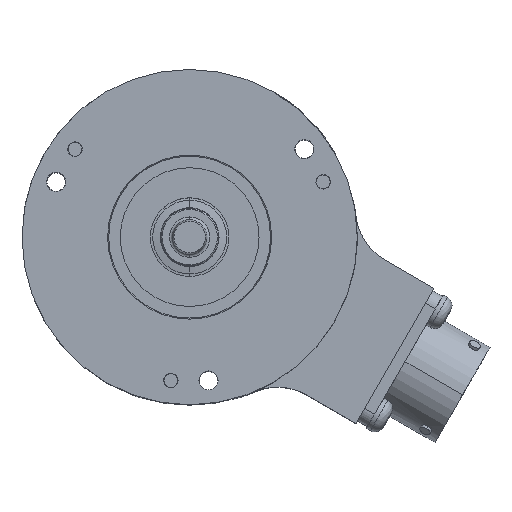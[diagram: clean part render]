
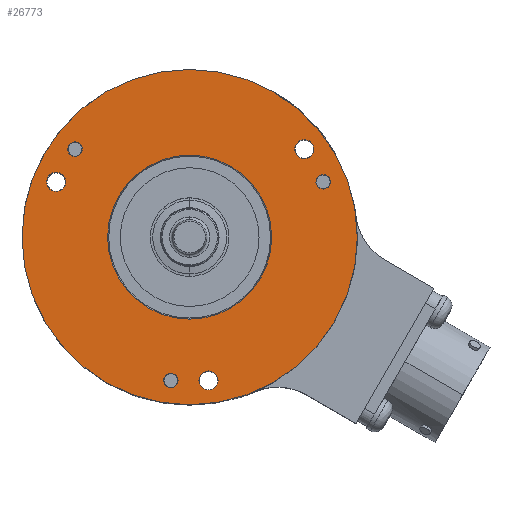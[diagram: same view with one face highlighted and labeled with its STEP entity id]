
A CAD part, top view. The second image highlights one B-rep face of the part: STEP entity #26773.
In plain terms, the highlighted planar face has unit normal (0, 0, 1).
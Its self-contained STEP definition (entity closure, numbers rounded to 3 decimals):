
#5030=CARTESIAN_POINT('',(0.,0.,25.));
#5031=DIRECTION('',(0.,0.,1.));
#5032=DIRECTION('',(1.,0.,0.));
#5033=AXIS2_PLACEMENT_3D('',#5030,#5031,#5032);
#5035=CARTESIAN_POINT('',(0.,0.,25.));
#5036=DIRECTION('',(0.,0.,1.));
#5037=DIRECTION('',(-1.,0.,0.));
#5038=AXIS2_PLACEMENT_3D('',#5035,#5036,#5037);
#5040=CARTESIAN_POINT('',(-19.834,15.219,25.));
#5041=DIRECTION('',(0.,0.,-1.));
#5042=DIRECTION('',(-0.793,0.609,0.));
#5043=AXIS2_PLACEMENT_3D('',#5040,#5041,#5042);
#5045=CARTESIAN_POINT('',(-19.834,15.219,25.));
#5046=DIRECTION('',(0.,0.,-1.));
#5047=DIRECTION('',(0.793,-0.609,0.));
#5048=AXIS2_PLACEMENT_3D('',#5045,#5046,#5047);
#5050=CARTESIAN_POINT('',(-3.263,-24.786,25.));
#5051=DIRECTION('',(0.,0.,-1.));
#5052=DIRECTION('',(-0.131,-0.991,0.));
#5053=AXIS2_PLACEMENT_3D('',#5050,#5051,#5052);
#5055=CARTESIAN_POINT('',(-3.263,-24.786,25.));
#5056=DIRECTION('',(0.,0.,-1.));
#5057=DIRECTION('',(0.131,0.991,0.));
#5058=AXIS2_PLACEMENT_3D('',#5055,#5056,#5057);
#5060=CARTESIAN_POINT('',(23.097,9.567,25.));
#5061=DIRECTION('',(0.,0.,-1.));
#5062=DIRECTION('',(0.924,0.383,0.));
#5063=AXIS2_PLACEMENT_3D('',#5060,#5061,#5062);
#5065=CARTESIAN_POINT('',(23.097,9.567,25.));
#5066=DIRECTION('',(0.,0.,-1.));
#5067=DIRECTION('',(-0.924,-0.383,0.));
#5068=AXIS2_PLACEMENT_3D('',#5065,#5066,#5067);
#5070=CARTESIAN_POINT('',(3.263,-24.786,25.));
#5071=DIRECTION('',(0.,0.,1.));
#5072=DIRECTION('',(0.,-1.,0.));
#5073=AXIS2_PLACEMENT_3D('',#5070,#5071,#5072);
#5075=CARTESIAN_POINT('',(3.263,-24.786,25.));
#5076=DIRECTION('',(0.,0.,1.));
#5077=DIRECTION('',(0.,1.,0.));
#5078=AXIS2_PLACEMENT_3D('',#5075,#5076,#5077);
#5080=CARTESIAN_POINT('',(19.834,15.219,25.));
#5081=DIRECTION('',(0.,0.,1.));
#5082=DIRECTION('',(0.,-1.,0.));
#5083=AXIS2_PLACEMENT_3D('',#5080,#5081,#5082);
#5085=CARTESIAN_POINT('',(19.834,15.219,25.));
#5086=DIRECTION('',(0.,0.,1.));
#5087=DIRECTION('',(0.,1.,0.));
#5088=AXIS2_PLACEMENT_3D('',#5085,#5086,#5087);
#5090=CARTESIAN_POINT('',(-23.097,9.567,25.));
#5091=DIRECTION('',(0.,0.,1.));
#5092=DIRECTION('',(0.,-1.,0.));
#5093=AXIS2_PLACEMENT_3D('',#5090,#5091,#5092);
#5095=CARTESIAN_POINT('',(-23.097,9.567,25.));
#5096=DIRECTION('',(0.,0.,1.));
#5097=DIRECTION('',(0.,1.,0.));
#5098=AXIS2_PLACEMENT_3D('',#5095,#5096,#5097);
#5109=CARTESIAN_POINT('',(0.,0.,25.));
#5110=DIRECTION('',(0.,0.,-1.));
#5111=DIRECTION('',(-1.,0.,0.));
#5112=AXIS2_PLACEMENT_3D('',#5109,#5110,#5111);
#5138=CARTESIAN_POINT('',(0.,0.,25.));
#5139=DIRECTION('',(0.,0.,-1.));
#5140=DIRECTION('',(1.,0.,0.));
#5141=AXIS2_PLACEMENT_3D('',#5138,#5139,#5140);
#20370=CARTESIAN_POINT('',(29.,0.,25.));
#20371=CARTESIAN_POINT('',(-29.,0.,25.));
#20372=VERTEX_POINT('',#20370);
#20373=VERTEX_POINT('',#20371);
#20446=CARTESIAN_POINT('',(-20.826,15.98,25.));
#20447=CARTESIAN_POINT('',(-18.842,14.458,25.));
#20448=VERTEX_POINT('',#20446);
#20449=VERTEX_POINT('',#20447);
#20450=CARTESIAN_POINT('',(-3.426,-26.025,25.));
#20451=CARTESIAN_POINT('',(-3.1,-23.547,25.));
#20452=VERTEX_POINT('',#20450);
#20453=VERTEX_POINT('',#20451);
#20454=CARTESIAN_POINT('',(24.252,10.045,25.));
#20455=CARTESIAN_POINT('',(21.942,9.089,25.));
#20456=VERTEX_POINT('',#20454);
#20457=VERTEX_POINT('',#20455);
#20556=CARTESIAN_POINT('',(14.188,0.,25.));
#20557=CARTESIAN_POINT('',(-14.188,0.,25.));
#20558=VERTEX_POINT('',#20556);
#20559=VERTEX_POINT('',#20557);
#20751=CARTESIAN_POINT('',(3.263,-26.436,25.));
#20752=CARTESIAN_POINT('',(3.263,-23.136,25.));
#20753=VERTEX_POINT('',#20751);
#20754=VERTEX_POINT('',#20752);
#20759=CARTESIAN_POINT('',(19.834,13.569,25.));
#20760=CARTESIAN_POINT('',(19.834,16.869,25.));
#20761=VERTEX_POINT('',#20759);
#20762=VERTEX_POINT('',#20760);
#20767=CARTESIAN_POINT('',(-23.097,7.917,25.));
#20768=CARTESIAN_POINT('',(-23.097,11.217,25.));
#20769=VERTEX_POINT('',#20767);
#20770=VERTEX_POINT('',#20768);
#26722=CARTESIAN_POINT('',(0.,0.,25.));
#26723=DIRECTION('',(0.,0.,1.));
#26724=DIRECTION('',(1.,0.,0.));
#26725=AXIS2_PLACEMENT_3D('',#26722,#26723,#26724);
#26726=PLANE('',#26725);
#26727=ORIENTED_EDGE('',*,*,#26702,.F.);
#26728=ORIENTED_EDGE('',*,*,#26716,.F.);
#26729=EDGE_LOOP('',(#26727,#26728));
#26730=FACE_OUTER_BOUND('',#26729,.F.);
#26732=ORIENTED_EDGE('',*,*,#26731,.F.);
#26734=ORIENTED_EDGE('',*,*,#26733,.F.);
#26735=EDGE_LOOP('',(#26732,#26734));
#26736=FACE_BOUND('',#26735,.F.);
#26738=ORIENTED_EDGE('',*,*,#26737,.F.);
#26740=ORIENTED_EDGE('',*,*,#26739,.F.);
#26741=EDGE_LOOP('',(#26738,#26740));
#26742=FACE_BOUND('',#26741,.F.);
#26744=ORIENTED_EDGE('',*,*,#26743,.F.);
#26746=ORIENTED_EDGE('',*,*,#26745,.F.);
#26747=EDGE_LOOP('',(#26744,#26746));
#26748=FACE_BOUND('',#26747,.F.);
#26750=ORIENTED_EDGE('',*,*,#26749,.F.);
#26752=ORIENTED_EDGE('',*,*,#26751,.F.);
#26753=EDGE_LOOP('',(#26750,#26752));
#26754=FACE_BOUND('',#26753,.F.);
#26756=ORIENTED_EDGE('',*,*,#26755,.T.);
#26758=ORIENTED_EDGE('',*,*,#26757,.T.);
#26759=EDGE_LOOP('',(#26756,#26758));
#26760=FACE_BOUND('',#26759,.F.);
#26762=ORIENTED_EDGE('',*,*,#26761,.T.);
#26764=ORIENTED_EDGE('',*,*,#26763,.T.);
#26765=EDGE_LOOP('',(#26762,#26764));
#26766=FACE_BOUND('',#26765,.F.);
#26768=ORIENTED_EDGE('',*,*,#26767,.T.);
#26770=ORIENTED_EDGE('',*,*,#26769,.T.);
#26771=EDGE_LOOP('',(#26768,#26770));
#26772=FACE_BOUND('',#26771,.F.);
#5034=CIRCLE('',#5033,29.);
#5039=CIRCLE('',#5038,29.);
#5044=CIRCLE('',#5043,1.25);
#5049=CIRCLE('',#5048,1.25);
#5054=CIRCLE('',#5053,1.25);
#5059=CIRCLE('',#5058,1.25);
#5064=CIRCLE('',#5063,1.25);
#5069=CIRCLE('',#5068,1.25);
#5074=CIRCLE('',#5073,1.65);
#5079=CIRCLE('',#5078,1.65);
#5084=CIRCLE('',#5083,1.65);
#5089=CIRCLE('',#5088,1.65);
#5094=CIRCLE('',#5093,1.65);
#5099=CIRCLE('',#5098,1.65);
#5113=CIRCLE('',#5112,14.188);
#5142=CIRCLE('',#5141,14.188);
#26702=EDGE_CURVE('',#20372,#20373,#5034,.T.);
#26716=EDGE_CURVE('',#20373,#20372,#5039,.T.);
#26731=EDGE_CURVE('',#20559,#20558,#5113,.T.);
#26733=EDGE_CURVE('',#20558,#20559,#5142,.T.);
#26737=EDGE_CURVE('',#20448,#20449,#5044,.T.);
#26739=EDGE_CURVE('',#20449,#20448,#5049,.T.);
#26743=EDGE_CURVE('',#20452,#20453,#5054,.T.);
#26745=EDGE_CURVE('',#20453,#20452,#5059,.T.);
#26749=EDGE_CURVE('',#20456,#20457,#5064,.T.);
#26751=EDGE_CURVE('',#20457,#20456,#5069,.T.);
#26755=EDGE_CURVE('',#20753,#20754,#5074,.T.);
#26757=EDGE_CURVE('',#20754,#20753,#5079,.T.);
#26761=EDGE_CURVE('',#20761,#20762,#5084,.T.);
#26763=EDGE_CURVE('',#20762,#20761,#5089,.T.);
#26767=EDGE_CURVE('',#20769,#20770,#5094,.T.);
#26769=EDGE_CURVE('',#20770,#20769,#5099,.T.);
#26773=ADVANCED_FACE('',(#26730,#26736,#26742,#26748,#26754,#26760,#26766,
#26772),#26726,.T.);
